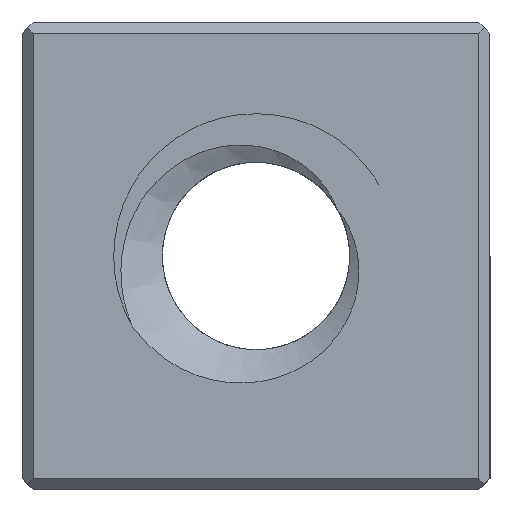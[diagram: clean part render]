
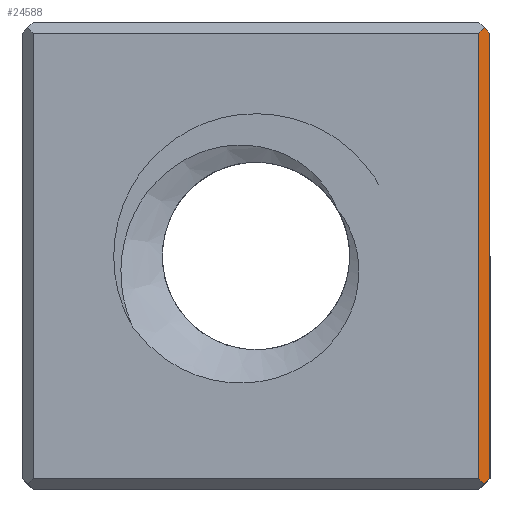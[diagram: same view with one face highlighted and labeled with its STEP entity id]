
A CAD part, left-side view. The second image highlights one B-rep face of the part: STEP entity #24588.
In plain terms, the highlighted planar face has unit normal (-0.707, -0.707, 0).
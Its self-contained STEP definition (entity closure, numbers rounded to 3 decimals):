
#278 = PLANE('',#279);
#279 = AXIS2_PLACEMENT_3D('',#280,#281,#282);
#280 = CARTESIAN_POINT('',(0.,0.,0.3));
#281 = DIRECTION('',(0.,0.707,0.707)
  );
#282 = DIRECTION('',(0.,0.707,-0.707)
  );
#471 = PLANE('',#472);
#472 = AXIS2_PLACEMENT_3D('',#473,#474,#475);
#473 = CARTESIAN_POINT('',(0.,0.,12.2)
  );
#474 = DIRECTION('',(0.,-0.707,0.707)
  );
#475 = DIRECTION('',(0.,0.707,0.707));
#499 = PLANE('',#500);
#500 = AXIS2_PLACEMENT_3D('',#501,#502,#503);
#501 = CARTESIAN_POINT('',(0.,0.,0.));
#502 = DIRECTION('',(0.,1.,0.));
#503 = DIRECTION('',(1.,0.,0.));
#761 = VERTEX_POINT('',#762);
#762 = CARTESIAN_POINT('',(0.3,0.,0.3));
#783 = EDGE_CURVE('',#761,#784,#786,.T.);
#784 = VERTEX_POINT('',#785);
#785 = CARTESIAN_POINT('',(0.3,0.,12.2));
#786 = SURFACE_CURVE('',#787,(#791,#798),.PCURVE_S1.);
#787 = LINE('',#788,#789);
#788 = CARTESIAN_POINT('',(0.3,0.,0.));
#789 = VECTOR('',#790,1.);
#790 = DIRECTION('',(0.,0.,1.));
#791 = PCURVE('',#499,#792);
#792 = DEFINITIONAL_REPRESENTATION('',(#793),#797);
#793 = LINE('',#794,#795);
#794 = CARTESIAN_POINT('',(0.3,0.));
#795 = VECTOR('',#796,1.);
#796 = DIRECTION('',(0.,-1.));
#797 = ( GEOMETRIC_REPRESENTATION_CONTEXT(2) 
PARAMETRIC_REPRESENTATION_CONTEXT() REPRESENTATION_CONTEXT('2D SPACE',''
  ) );
#798 = PCURVE('',#799,#804);
#799 = PLANE('',#800);
#800 = AXIS2_PLACEMENT_3D('',#801,#802,#803);
#801 = CARTESIAN_POINT('',(0.3,0.,0.));
#802 = DIRECTION('',(-0.707,-0.707,0.));
#803 = DIRECTION('',(-0.707,0.707,0.));
#804 = DEFINITIONAL_REPRESENTATION('',(#805),#809);
#805 = LINE('',#806,#807);
#806 = CARTESIAN_POINT('',(0.,0.));
#807 = VECTOR('',#808,1.);
#808 = DIRECTION('',(0.,-1.));
#809 = ( GEOMETRIC_REPRESENTATION_CONTEXT(2) 
PARAMETRIC_REPRESENTATION_CONTEXT() REPRESENTATION_CONTEXT('2D SPACE',''
  ) );
#23594 = PLANE('',#23595);
#23595 = AXIS2_PLACEMENT_3D('',#23596,#23597,#23598);
#23596 = CARTESIAN_POINT('',(0.,0.,0.3));
#23597 = DIRECTION('',(-0.707,0.,
    -0.707));
#23598 = DIRECTION('',(0.707,0.,-0.707
    ));
#24251 = VERTEX_POINT('',#24252);
#24252 = CARTESIAN_POINT('',(0.15,0.15,0.15));
#24273 = EDGE_CURVE('',#24251,#761,#24274,.T.);
#24274 = SURFACE_CURVE('',#24275,(#24279,#24286),.PCURVE_S1.);
#24275 = LINE('',#24276,#24277);
#24276 = CARTESIAN_POINT('',(0.2,0.1,0.2));
#24277 = VECTOR('',#24278,1.);
#24278 = DIRECTION('',(0.577,-0.577,0.577));
#24279 = PCURVE('',#278,#24280);
#24280 = DEFINITIONAL_REPRESENTATION('',(#24281),#24285);
#24281 = LINE('',#24282,#24283);
#24282 = CARTESIAN_POINT('',(0.141,-0.2));
#24283 = VECTOR('',#24284,1.);
#24284 = DIRECTION('',(-0.816,-0.577));
#24285 = ( GEOMETRIC_REPRESENTATION_CONTEXT(2) 
PARAMETRIC_REPRESENTATION_CONTEXT() REPRESENTATION_CONTEXT('2D SPACE',''
  ) );
#24286 = PCURVE('',#799,#24287);
#24287 = DEFINITIONAL_REPRESENTATION('',(#24288),#24292);
#24288 = LINE('',#24289,#24290);
#24289 = CARTESIAN_POINT('',(0.141,-0.2));
#24290 = VECTOR('',#24291,1.);
#24291 = DIRECTION('',(-0.816,-0.577));
#24292 = ( GEOMETRIC_REPRESENTATION_CONTEXT(2) 
PARAMETRIC_REPRESENTATION_CONTEXT() REPRESENTATION_CONTEXT('2D SPACE',''
  ) );
#24324 = VERTEX_POINT('',#24325);
#24325 = CARTESIAN_POINT('',(0.15,0.15,12.35));
#24339 = PLANE('',#24340);
#24340 = AXIS2_PLACEMENT_3D('',#24341,#24342,#24343);
#24341 = CARTESIAN_POINT('',(0.3,0.,12.5));
#24342 = DIRECTION('',(-0.707,0.,
    0.707));
#24343 = DIRECTION('',(-0.707,0.,
    -0.707));
#24351 = EDGE_CURVE('',#24324,#784,#24352,.T.);
#24352 = SURFACE_CURVE('',#24353,(#24357,#24364),.PCURVE_S1.);
#24353 = LINE('',#24354,#24355);
#24354 = CARTESIAN_POINT('',(2.283,-1.983,
    10.217));
#24355 = VECTOR('',#24356,1.);
#24356 = DIRECTION('',(0.577,-0.577,-0.577));
#24357 = PCURVE('',#471,#24358);
#24358 = DEFINITIONAL_REPRESENTATION('',(#24359),#24363);
#24359 = LINE('',#24360,#24361);
#24360 = CARTESIAN_POINT('',(-2.805,-2.283));
#24361 = VECTOR('',#24362,1.);
#24362 = DIRECTION('',(-0.816,-0.577));
#24363 = ( GEOMETRIC_REPRESENTATION_CONTEXT(2) 
PARAMETRIC_REPRESENTATION_CONTEXT() REPRESENTATION_CONTEXT('2D SPACE',''
  ) );
#24364 = PCURVE('',#799,#24365);
#24365 = DEFINITIONAL_REPRESENTATION('',(#24366),#24370);
#24366 = LINE('',#24367,#24368);
#24367 = CARTESIAN_POINT('',(-2.805,-10.217));
#24368 = VECTOR('',#24369,1.);
#24369 = DIRECTION('',(-0.816,0.577));
#24370 = ( GEOMETRIC_REPRESENTATION_CONTEXT(2) 
PARAMETRIC_REPRESENTATION_CONTEXT() REPRESENTATION_CONTEXT('2D SPACE',''
  ) );
#24588 = ADVANCED_FACE('',(#24589),#799,.T.);
#24589 = FACE_BOUND('',#24590,.T.);
#24590 = EDGE_LOOP('',(#24591,#24592,#24593,#24594,#24617,#24645));
#24591 = ORIENTED_EDGE('',*,*,#24273,.T.);
#24592 = ORIENTED_EDGE('',*,*,#783,.T.);
#24593 = ORIENTED_EDGE('',*,*,#24351,.F.);
#24594 = ORIENTED_EDGE('',*,*,#24595,.F.);
#24595 = EDGE_CURVE('',#24596,#24324,#24598,.T.);
#24596 = VERTEX_POINT('',#24597);
#24597 = CARTESIAN_POINT('',(0.,0.3,12.2));
#24598 = SURFACE_CURVE('',#24599,(#24603,#24610),.PCURVE_S1.);
#24599 = LINE('',#24600,#24601);
#24600 = CARTESIAN_POINT('',(-1.783,2.083,
    10.417));
#24601 = VECTOR('',#24602,1.);
#24602 = DIRECTION('',(0.577,-0.577,0.577));
#24603 = PCURVE('',#799,#24604);
#24604 = DEFINITIONAL_REPRESENTATION('',(#24605),#24609);
#24605 = LINE('',#24606,#24607);
#24606 = CARTESIAN_POINT('',(2.946,-10.417));
#24607 = VECTOR('',#24608,1.);
#24608 = DIRECTION('',(-0.816,-0.577));
#24609 = ( GEOMETRIC_REPRESENTATION_CONTEXT(2) 
PARAMETRIC_REPRESENTATION_CONTEXT() REPRESENTATION_CONTEXT('2D SPACE',''
  ) );
#24610 = PCURVE('',#24339,#24611);
#24611 = DEFINITIONAL_REPRESENTATION('',(#24612),#24616);
#24612 = LINE('',#24613,#24614);
#24613 = CARTESIAN_POINT('',(2.946,-2.083));
#24614 = VECTOR('',#24615,1.);
#24615 = DIRECTION('',(-0.816,0.577));
#24616 = ( GEOMETRIC_REPRESENTATION_CONTEXT(2) 
PARAMETRIC_REPRESENTATION_CONTEXT() REPRESENTATION_CONTEXT('2D SPACE',''
  ) );
#24617 = ORIENTED_EDGE('',*,*,#24618,.F.);
#24618 = EDGE_CURVE('',#24619,#24596,#24621,.T.);
#24619 = VERTEX_POINT('',#24620);
#24620 = CARTESIAN_POINT('',(0.,0.3,0.3));
#24621 = SURFACE_CURVE('',#24622,(#24626,#24633),.PCURVE_S1.);
#24622 = LINE('',#24623,#24624);
#24623 = CARTESIAN_POINT('',(0.,0.3,0.));
#24624 = VECTOR('',#24625,1.);
#24625 = DIRECTION('',(0.,0.,1.));
#24626 = PCURVE('',#799,#24627);
#24627 = DEFINITIONAL_REPRESENTATION('',(#24628),#24632);
#24628 = LINE('',#24629,#24630);
#24629 = CARTESIAN_POINT('',(0.424,0.));
#24630 = VECTOR('',#24631,1.);
#24631 = DIRECTION('',(0.,-1.));
#24632 = ( GEOMETRIC_REPRESENTATION_CONTEXT(2) 
PARAMETRIC_REPRESENTATION_CONTEXT() REPRESENTATION_CONTEXT('2D SPACE',''
  ) );
#24633 = PCURVE('',#24634,#24639);
#24634 = PLANE('',#24635);
#24635 = AXIS2_PLACEMENT_3D('',#24636,#24637,#24638);
#24636 = CARTESIAN_POINT('',(0.,12.5,0.));
#24637 = DIRECTION('',(1.,0.,0.));
#24638 = DIRECTION('',(0.,-1.,0.));
#24639 = DEFINITIONAL_REPRESENTATION('',(#24640),#24644);
#24640 = LINE('',#24641,#24642);
#24641 = CARTESIAN_POINT('',(12.2,0.));
#24642 = VECTOR('',#24643,1.);
#24643 = DIRECTION('',(0.,-1.));
#24644 = ( GEOMETRIC_REPRESENTATION_CONTEXT(2) 
PARAMETRIC_REPRESENTATION_CONTEXT() REPRESENTATION_CONTEXT('2D SPACE',''
  ) );
#24645 = ORIENTED_EDGE('',*,*,#24646,.F.);
#24646 = EDGE_CURVE('',#24251,#24619,#24647,.T.);
#24647 = SURFACE_CURVE('',#24648,(#24652,#24659),.PCURVE_S1.);
#24648 = LINE('',#24649,#24650);
#24649 = CARTESIAN_POINT('',(0.2,0.1,0.1));
#24650 = VECTOR('',#24651,1.);
#24651 = DIRECTION('',(-0.577,0.577,0.577));
#24652 = PCURVE('',#799,#24653);
#24653 = DEFINITIONAL_REPRESENTATION('',(#24654),#24658);
#24654 = LINE('',#24655,#24656);
#24655 = CARTESIAN_POINT('',(0.141,-0.1));
#24656 = VECTOR('',#24657,1.);
#24657 = DIRECTION('',(0.816,-0.577));
#24658 = ( GEOMETRIC_REPRESENTATION_CONTEXT(2) 
PARAMETRIC_REPRESENTATION_CONTEXT() REPRESENTATION_CONTEXT('2D SPACE',''
  ) );
#24659 = PCURVE('',#23594,#24660);
#24660 = DEFINITIONAL_REPRESENTATION('',(#24661),#24665);
#24661 = LINE('',#24662,#24663);
#24662 = CARTESIAN_POINT('',(0.283,-0.1));
#24663 = VECTOR('',#24664,1.);
#24664 = DIRECTION('',(-0.816,-0.577));
#24665 = ( GEOMETRIC_REPRESENTATION_CONTEXT(2) 
PARAMETRIC_REPRESENTATION_CONTEXT() REPRESENTATION_CONTEXT('2D SPACE',''
  ) );
